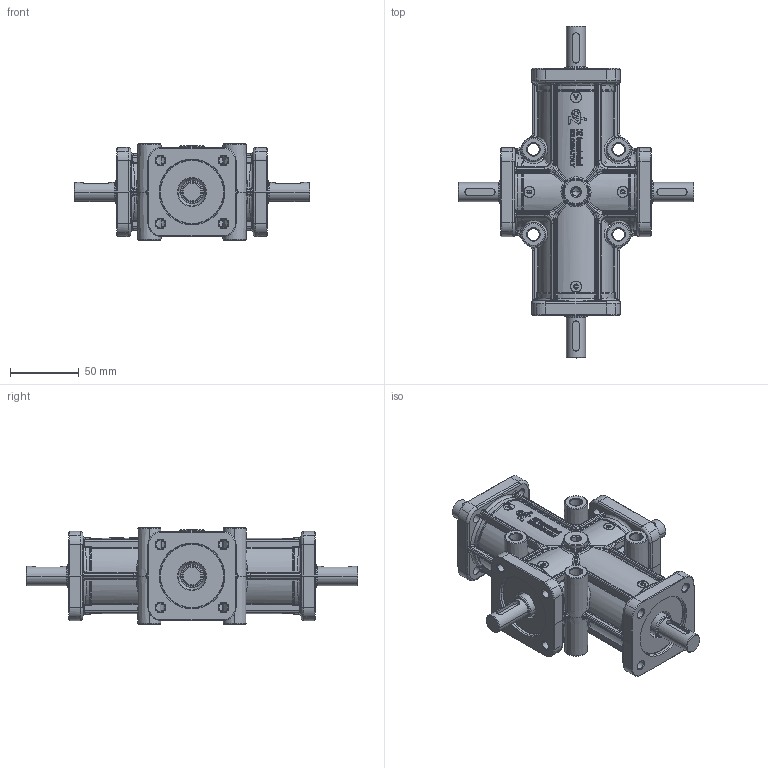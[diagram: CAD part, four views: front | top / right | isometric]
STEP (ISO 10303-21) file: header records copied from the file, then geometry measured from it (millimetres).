
FILE_DESCRIPTION(('STEP AP214'),'1');
FILE_NAME('4pabcd.stp','2017-07-10T09:18:05',('TraceParts'),('TraceParts S.A.'),'Spatial InterOp 3D',' ',' ');
FILE_SCHEMA(('automotive_design'));
Length unit declared in the file: millimetre
Products named in the file (1): zp_221–4pabcd
Bounding box: 172 x 242 x 70 mm (x, y, z)
Volume: 701496.6 mm3; surface area: 97254.5 mm2
Topology: 1 solids, 1 shells, 3588 faces, 9087 edges, 5448 vertices
Faces by surface type: bspline 1461, cylinder 1342, plane 440, torus 159, cone 150, sphere 36
Entity records: 224250 total; most frequent: CARTESIAN_POINT 117157, ORIENTED_EDGE 17950, DIRECTION 14364, EDGE_CURVE 8975, AXIS2_PLACEMENT_3D 5916, VERTEX_POINT 5456, EDGE_LOOP 3695, STYLED_ITEM 3589
